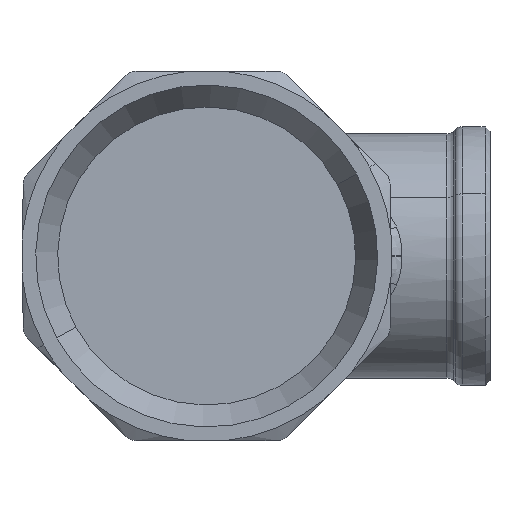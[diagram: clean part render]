
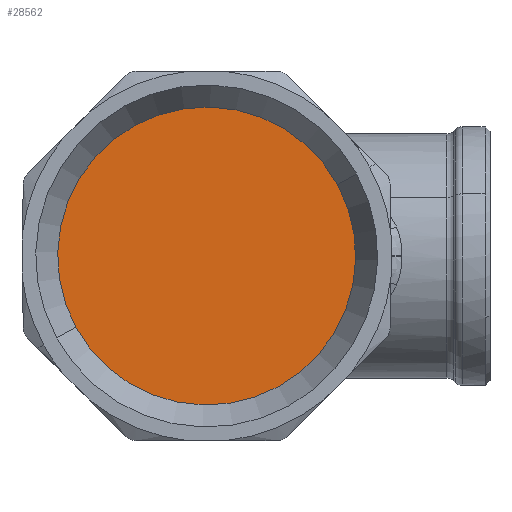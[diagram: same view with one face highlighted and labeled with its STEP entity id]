
A CAD part, front view. The second image highlights one B-rep face of the part: STEP entity #28562.
In plain terms, the highlighted planar face has unit normal (0, -1, 0).
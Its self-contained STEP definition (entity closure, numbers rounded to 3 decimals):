
#28539=CARTESIAN_POINT('Axis2P3D Location',(-15.25,-64.5,0.)) ;
#28544=CARTESIAN_POINT('Axis2P3D Location',(0.,-64.5,0.)) ;
#28548=CARTESIAN_POINT('Vertex',(13.383,-64.5,7.311)) ;
#28550=CARTESIAN_POINT('Vertex',(-13.383,-64.5,-7.311)) ;
#28553=CARTESIAN_POINT('Axis2P3D Location',(0.,-64.5,0.)) ;
#28540=DIRECTION('Axis2P3D Direction',(-0.,-1.,-0.)) ;
#28541=DIRECTION('Axis2P3D XDirection',(-1.,0.,0.)) ;
#28545=DIRECTION('Axis2P3D Direction',(-0.,-1.,-0.)) ;
#28554=DIRECTION('Axis2P3D Direction',(-0.,-1.,-0.)) ;
#28542=AXIS2_PLACEMENT_3D('Plane Axis2P3D',#28539,#28540,#28541) ;
#28546=AXIS2_PLACEMENT_3D('Circle Axis2P3D',#28544,#28545,$) ;
#28555=AXIS2_PLACEMENT_3D('Circle Axis2P3D',#28553,#28554,$) ;
#28547=CIRCLE('generated circle',#28546,15.25) ;
#28556=CIRCLE('generated circle',#28555,15.25) ;
#28543=PLANE('',#28542) ;
#28552=EDGE_CURVE('',#28549,#28551,#28547,.T.) ;
#28557=EDGE_CURVE('',#28551,#28549,#28556,.T.) ;
#28559=ORIENTED_EDGE('',*,*,#28552,.T.) ;
#28560=ORIENTED_EDGE('',*,*,#28557,.T.) ;
#28558=EDGE_LOOP('',(#28559,#28560)) ;
#28549=VERTEX_POINT('',#28548) ;
#28551=VERTEX_POINT('',#28550) ;
#28562=ADVANCED_FACE('PartBody',(#28561),#28543,.T.) ;
#28561=FACE_OUTER_BOUND('',#28558,.T.) ;
